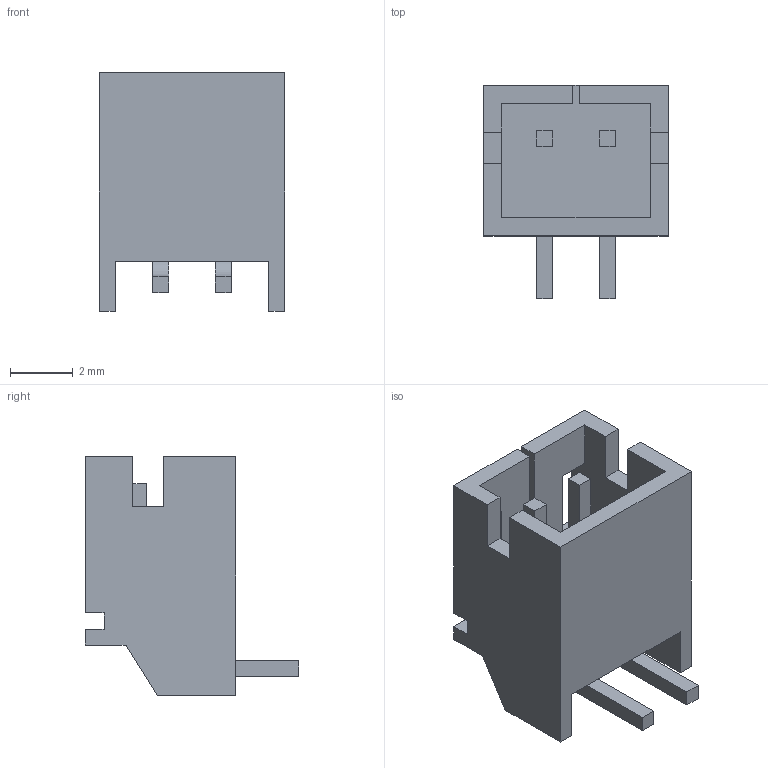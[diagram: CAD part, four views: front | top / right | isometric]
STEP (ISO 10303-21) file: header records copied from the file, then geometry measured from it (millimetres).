
FILE_DESCRIPTION (( 'STEP AP214' ), '1' );
FILE_NAME ('JST-2-PTH.STEP', '2018-10-04T03:49:29', ( 'Windows User' ), ( 'Colorado State University' ), 'SwSTEP 2.0', 'SolidWorks 2018', '' );
FILE_SCHEMA (( 'AUTOMOTIVE_DESIGN' ));
Length unit declared in the file: millimetre
Products named in the file (1): JST-2-PTH
Bounding box: 5.9 x 6.8 x 7.6 mm (x, y, z)
Volume: 103.6 mm3; surface area: 318.1 mm2
Topology: 2 solids, 2 shells, 58 faces, 162 edges, 108 vertices
Faces by surface type: plane 54, cylinder 4
Entity records: 2127 total; most frequent: CARTESIAN_POINT 329, ORIENTED_EDGE 324, DIRECTION 288, EDGE_CURVE 162, LINE 154, VECTOR 154, VERTEX_POINT 108, AXIS2_PLACEMENT_3D 67
